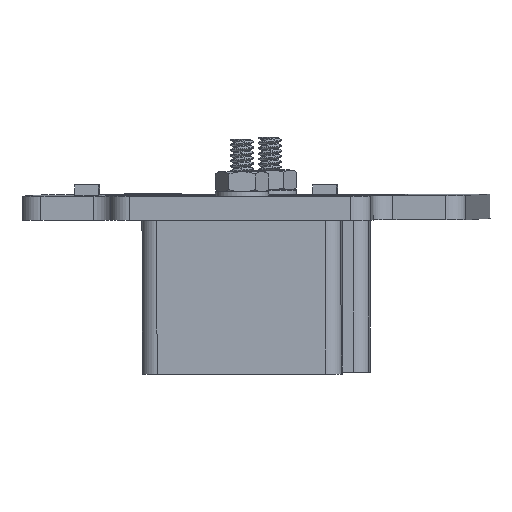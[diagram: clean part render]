
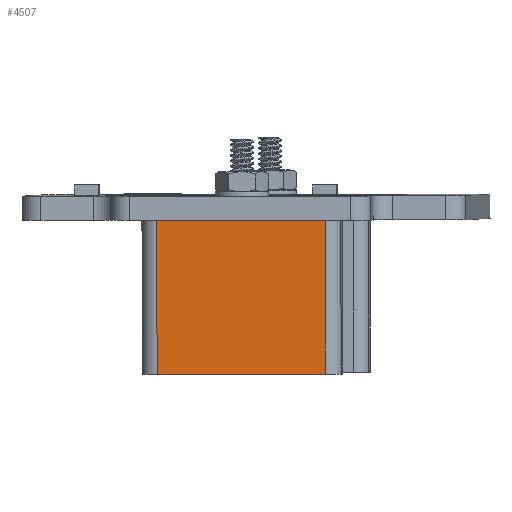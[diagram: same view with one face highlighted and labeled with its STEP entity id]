
A CAD part, left-side view. The second image highlights one B-rep face of the part: STEP entity #4507.
In plain terms, the highlighted face is planar.
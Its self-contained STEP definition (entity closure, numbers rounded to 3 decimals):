
#576=FACE_OUTER_BOUND('',#848,.T.);
#848=EDGE_LOOP('',(#3440,#3441,#3442,#3443));
#1341=LINE('',#6968,#1647);
#1342=LINE('',#6975,#1648);
#1343=LINE('',#6978,#1649);
#1344=LINE('',#6979,#1650);
#1647=VECTOR('',#5839,10.);
#1648=VECTOR('',#5848,10.);
#1649=VECTOR('',#5851,10.);
#1650=VECTOR('',#5852,10.);
#1957=VERTEX_POINT('',#6965);
#1958=VERTEX_POINT('',#6967);
#1960=VERTEX_POINT('',#6973);
#1961=VERTEX_POINT('',#6977);
#2494=EDGE_CURVE('',#1958,#1957,#1341,.T.);
#2498=EDGE_CURVE('',#1958,#1960,#1342,.T.);
#2499=EDGE_CURVE('',#1961,#1957,#1343,.T.);
#2500=EDGE_CURVE('',#1960,#1961,#1344,.T.);
#3440=ORIENTED_EDGE('',*,*,#2498,.F.);
#3441=ORIENTED_EDGE('',*,*,#2494,.T.);
#3442=ORIENTED_EDGE('',*,*,#2499,.F.);
#3443=ORIENTED_EDGE('',*,*,#2500,.F.);
#4305=PLANE('',#5076);
#4507=ADVANCED_FACE('',(#576),#4305,.T.);
#5076=AXIS2_PLACEMENT_3D('',#6976,#5849,#5850);
#5839=DIRECTION('',(1.,0.,0.));
#5848=DIRECTION('',(0.,1.,0.));
#5849=DIRECTION('center_axis',(0.,0.,1.));
#5850=DIRECTION('ref_axis',(1.,0.,0.));
#5851=DIRECTION('',(0.,-1.,0.));
#5852=DIRECTION('',(1.,0.,0.));
#6965=CARTESIAN_POINT('',(-1.,0.,0.));
#6967=CARTESIAN_POINT('',(-12.,0.,0.));
#6968=CARTESIAN_POINT('',(-13.,0.,0.));
#6973=CARTESIAN_POINT('',(-12.,10.06,0.));
#6975=CARTESIAN_POINT('',(-12.,0.,0.));
#6976=CARTESIAN_POINT('Origin',(-13.,0.,0.));
#6977=CARTESIAN_POINT('',(-1.,10.06,0.));
#6978=CARTESIAN_POINT('',(-1.,0.,0.));
#6979=CARTESIAN_POINT('',(-13.,10.06,0.));
